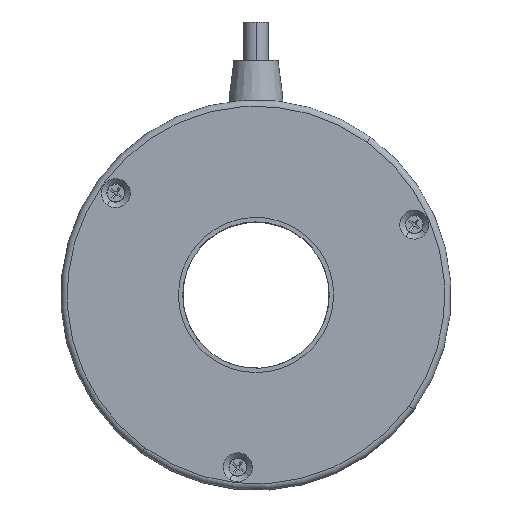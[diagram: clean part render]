
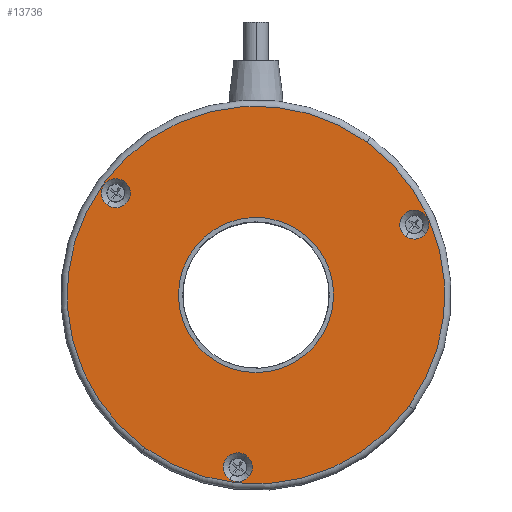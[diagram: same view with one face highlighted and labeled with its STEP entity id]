
A CAD part, top view. The second image highlights one B-rep face of the part: STEP entity #13736.
In plain terms, the highlighted planar face has unit normal (0, 0, 1).
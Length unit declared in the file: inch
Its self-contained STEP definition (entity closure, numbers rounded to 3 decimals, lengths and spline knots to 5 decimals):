
#216 = ORIENTED_EDGE ( 'NONE', *, *, #16366, .T. ) ;
#260 = FACE_BOUND ( 'NONE', #18627, .T. ) ;
#420 = CARTESIAN_POINT ( 'NONE',  ( -0.38095, -1.40066, 1.16075 ) ) ;
#514 = EDGE_LOOP ( 'NONE', ( #10280, #13948 ) ) ;
#684 = VERTEX_POINT ( 'NONE', #15703 ) ;
#686 = CARTESIAN_POINT ( 'NONE',  ( -1.06196, -1.14909, 1.16075 ) ) ;
#764 = ORIENTED_EDGE ( 'NONE', *, *, #21970, .T. ) ;
#1139 = AXIS2_PLACEMENT_3D ( 'NONE', #9956, #6279, #4375 ) ;
#1220 = AXIS2_PLACEMENT_3D ( 'NONE', #2479, #4135, #9730 ) ;
#1397 = CIRCLE ( 'NONE', #7876, 0.11693 ) ;
#1536 = DIRECTION ( 'NONE',  ( 0.588, 0.809, 0. ) ) ;
#1598 = AXIS2_PLACEMENT_3D ( 'NONE', #11439, #2413, #7888 ) ;
#1653 = DIRECTION ( 'NONE',  ( 0.809, -0.588, 0. ) ) ;
#1805 = EDGE_CURVE ( 'NONE', #21213, #6780, #1397, .T. ) ;
#2037 = CIRCLE ( 'NONE', #15347, 1.52408 ) ;
#2149 = FACE_BOUND ( 'NONE', #514, .T. ) ;
#2413 = DIRECTION ( 'NONE',  ( 0., 0., -1. ) ) ;
#2449 = DIRECTION ( 'NONE',  ( 0., 0., -1. ) ) ;
#2454 = AXIS2_PLACEMENT_3D ( 'NONE', #18753, #11234, #14813 ) ;
#2479 = CARTESIAN_POINT ( 'NONE',  ( -1.29684, 0.90543, 1.16075 ) ) ;
#2665 = DIRECTION ( 'NONE',  ( 0., 0., -1. ) ) ;
#2786 = DIRECTION ( 'NONE',  ( 0.809, -0.588, 0. ) ) ;
#2860 = CARTESIAN_POINT ( 'NONE',  ( -0.16613, 0.08391, 1.16075 ) ) ;
#3176 = ORIENTED_EDGE ( 'NONE', *, *, #13792, .T. ) ;
#3590 = EDGE_CURVE ( 'NONE', #6780, #20905, #17983, .T. ) ;
#3723 = EDGE_CURVE ( 'NONE', #4468, #16122, #11562, .T. ) ;
#4096 = DIRECTION ( 'NONE',  ( 0., 0., 1. ) ) ;
#4135 = DIRECTION ( 'NONE',  ( 0., 0., -1. ) ) ;
#4375 = DIRECTION ( 'NONE',  ( 0.809, -0.588, 0. ) ) ;
#4468 = VERTEX_POINT ( 'NONE', #17303 ) ;
#4967 = DIRECTION ( 'NONE',  ( 0.588, 0.809, 0. ) ) ;
#5291 = CIRCLE ( 'NONE', #6055, 0.11693 ) ;
#5300 = DIRECTION ( 'NONE',  ( 0.588, 0.809, 0. ) ) ;
#5322 = VERTEX_POINT ( 'NONE', #9797 ) ;
#5354 = VERTEX_POINT ( 'NONE', #13358 ) ;
#5518 = ORIENTED_EDGE ( 'NONE', *, *, #15087, .T. ) ;
#5674 = CIRCLE ( 'NONE', #1139, 0.11693 ) ;
#6052 = EDGE_CURVE ( 'NONE', #22249, #9972, #2037, .T. ) ;
#6055 = AXIS2_PLACEMENT_3D ( 'NONE', #14056, #2665, #2786 ) ;
#6279 = DIRECTION ( 'NONE',  ( 0., 0., -1. ) ) ;
#6630 = CARTESIAN_POINT ( 'NONE',  ( -0.16613, 0.08391, 1.16075 ) ) ;
#6744 = DIRECTION ( 'NONE',  ( 0., 0., -1. ) ) ;
#6750 = ORIENTED_EDGE ( 'NONE', *, *, #8486, .T. ) ;
#6780 = VERTEX_POINT ( 'NONE', #420 ) ;
#6782 = CARTESIAN_POINT ( 'NONE',  ( -0.24349, -1.21147, 1.16075 ) ) ;
#6956 = VERTEX_POINT ( 'NONE', #8261 ) ;
#7092 = CARTESIAN_POINT ( 'NONE',  ( -0.31222, -1.30607, 1.16075 ) ) ;
#7167 = CARTESIAN_POINT ( 'NONE',  ( -0.16613, 0.08391, 1.16075 ) ) ;
#7429 = ORIENTED_EDGE ( 'NONE', *, *, #9133, .T. ) ;
#7590 = CIRCLE ( 'NONE', #12512, 1.52408 ) ;
#7618 = DIRECTION ( 'NONE',  ( 0., 0., 1. ) ) ;
#7876 = AXIS2_PLACEMENT_3D ( 'NONE', #17842, #14262, #1536 ) ;
#7888 = DIRECTION ( 'NONE',  ( 0.809, -0.588, 0. ) ) ;
#8041 = AXIS2_PLACEMENT_3D ( 'NONE', #12317, #2449, #18754 ) ;
#8261 = CARTESIAN_POINT ( 'NONE',  ( -0.51325, -0.39385, 1.16075 ) ) ;
#8486 = EDGE_CURVE ( 'NONE', #5322, #10091, #21751, .T. ) ;
#8669 = EDGE_LOOP ( 'NONE', ( #3176, #21699, #216 ) ) ;
#8729 = EDGE_LOOP ( 'NONE', ( #5518, #17619, #6750 ) ) ;
#9133 = EDGE_CURVE ( 'NONE', #16122, #4468, #17180, .T. ) ;
#9185 = ORIENTED_EDGE ( 'NONE', *, *, #3723, .T. ) ;
#9280 = EDGE_CURVE ( 'NONE', #5354, #6956, #18705, .T. ) ;
#9399 = PLANE ( 'NONE',  #12599 ) ;
#9730 = DIRECTION ( 'NONE',  ( 0.588, 0.809, 0. ) ) ;
#9797 = CARTESIAN_POINT ( 'NONE',  ( 1.1794, 0.74698, 1.16075 ) ) ;
#9956 = CARTESIAN_POINT ( 'NONE',  ( 1.11068, 0.65238, 1.16075 ) ) ;
#9972 = VERTEX_POINT ( 'NONE', #19016 ) ;
#10091 = VERTEX_POINT ( 'NONE', #18759 ) ;
#10280 = ORIENTED_EDGE ( 'NONE', *, *, #9280, .T. ) ;
#10304 = DIRECTION ( 'NONE',  ( -0.588, -0.809, 0. ) ) ;
#10308 = CIRCLE ( 'NONE', #13343, 0.59055 ) ;
#11234 = DIRECTION ( 'NONE',  ( 0., 0., -1. ) ) ;
#11296 = CARTESIAN_POINT ( 'NONE',  ( -0.16613, 0.08391, 1.16075 ) ) ;
#11439 = CARTESIAN_POINT ( 'NONE',  ( 1.11068, 0.65238, 1.16075 ) ) ;
#11562 = CIRCLE ( 'NONE', #2454, 0.11693 ) ;
#12099 = ORIENTED_EDGE ( 'NONE', *, *, #3590, .T. ) ;
#12317 = CARTESIAN_POINT ( 'NONE',  ( -0.16613, 0.08391, 1.16075 ) ) ;
#12512 = AXIS2_PLACEMENT_3D ( 'NONE', #2860, #22856, #1653 ) ;
#12599 = AXIS2_PLACEMENT_3D ( 'NONE', #11296, #7618, #13204 ) ;
#12971 = EDGE_CURVE ( 'NONE', #6956, #5354, #10308, .T. ) ;
#12981 = DIRECTION ( 'NONE',  ( 0.809, -0.588, 0. ) ) ;
#13035 = ORIENTED_EDGE ( 'NONE', *, *, #1805, .T. ) ;
#13204 = DIRECTION ( 'NONE',  ( 0.588, 0.809, 0. ) ) ;
#13299 = CIRCLE ( 'NONE', #17112, 1.52408 ) ;
#13343 = AXIS2_PLACEMENT_3D ( 'NONE', #6630, #6744, #10304 ) ;
#13358 = CARTESIAN_POINT ( 'NONE',  ( 0.18099, 0.56168, 1.16075 ) ) ;
#13659 = EDGE_LOOP ( 'NONE', ( #9185, #7429 ) ) ;
#13736 = ADVANCED_FACE ( 'NONE', ( #18464, #22029, #16670, #260, #2149 ), #9399, .T. ) ;
#13792 = EDGE_CURVE ( 'NONE', #684, #22249, #7590, .T. ) ;
#13948 = ORIENTED_EDGE ( 'NONE', *, *, #12971, .T. ) ;
#13996 = DIRECTION ( 'NONE',  ( 0., 0., -1. ) ) ;
#14056 = CARTESIAN_POINT ( 'NONE',  ( 1.11068, 0.65238, 1.16075 ) ) ;
#14262 = DIRECTION ( 'NONE',  ( 0., 0., -1. ) ) ;
#14415 = DIRECTION ( 'NONE',  ( 0., 0., 1. ) ) ;
#14590 = VERTEX_POINT ( 'NONE', #19848 ) ;
#14813 = DIRECTION ( 'NONE',  ( 0.588, 0.809, 0. ) ) ;
#15087 = EDGE_CURVE ( 'NONE', #10091, #14590, #5291, .T. ) ;
#15283 = CARTESIAN_POINT ( 'NONE',  ( -0.16613, 0.08391, 1.16075 ) ) ;
#15347 = AXIS2_PLACEMENT_3D ( 'NONE', #15283, #4096, #17315 ) ;
#15638 = CARTESIAN_POINT ( 'NONE',  ( -1.36557, 0.81083, 1.16075 ) ) ;
#15688 = EDGE_CURVE ( 'NONE', #14590, #5322, #5674, .T. ) ;
#15703 = CARTESIAN_POINT ( 'NONE',  ( 0.7297, 1.31692, 1.16075 ) ) ;
#15777 = CARTESIAN_POINT ( 'NONE',  ( -0.21763, -1.3748, 1.16075 ) ) ;
#15790 = CIRCLE ( 'NONE', #19598, 0.11693 ) ;
#16122 = VERTEX_POINT ( 'NONE', #15638 ) ;
#16366 = EDGE_CURVE ( 'NONE', #9972, #684, #13299, .T. ) ;
#16670 = FACE_BOUND ( 'NONE', #8729, .T. ) ;
#17112 = AXIS2_PLACEMENT_3D ( 'NONE', #7167, #14415, #12981 ) ;
#17180 = CIRCLE ( 'NONE', #1220, 0.11693 ) ;
#17303 = CARTESIAN_POINT ( 'NONE',  ( -1.22811, 1.00002, 1.16075 ) ) ;
#17315 = DIRECTION ( 'NONE',  ( 0.809, -0.588, 0. ) ) ;
#17619 = ORIENTED_EDGE ( 'NONE', *, *, #15688, .T. ) ;
#17842 = CARTESIAN_POINT ( 'NONE',  ( -0.31222, -1.30607, 1.16075 ) ) ;
#17937 = AXIS2_PLACEMENT_3D ( 'NONE', #7092, #19708, #5300 ) ;
#17983 = CIRCLE ( 'NONE', #17937, 0.11693 ) ;
#18464 = FACE_OUTER_BOUND ( 'NONE', #8669, .T. ) ;
#18627 = EDGE_LOOP ( 'NONE', ( #13035, #12099, #764 ) ) ;
#18705 = CIRCLE ( 'NONE', #8041, 0.59055 ) ;
#18753 = CARTESIAN_POINT ( 'NONE',  ( -1.29684, 0.90543, 1.16075 ) ) ;
#18754 = DIRECTION ( 'NONE',  ( -0.588, -0.809, 0. ) ) ;
#18759 = CARTESIAN_POINT ( 'NONE',  ( 1.20527, 0.58366, 1.16075 ) ) ;
#19016 = CARTESIAN_POINT ( 'NONE',  ( 1.06688, -0.81192, 1.16075 ) ) ;
#19024 = CARTESIAN_POINT ( 'NONE',  ( -0.31222, -1.30607, 1.16075 ) ) ;
#19598 = AXIS2_PLACEMENT_3D ( 'NONE', #19024, #13996, #4967 ) ;
#19708 = DIRECTION ( 'NONE',  ( 0., 0., -1. ) ) ;
#19848 = CARTESIAN_POINT ( 'NONE',  ( 1.04195, 0.55779, 1.16075 ) ) ;
#20905 = VERTEX_POINT ( 'NONE', #6782 ) ;
#21213 = VERTEX_POINT ( 'NONE', #15777 ) ;
#21699 = ORIENTED_EDGE ( 'NONE', *, *, #6052, .T. ) ;
#21751 = CIRCLE ( 'NONE', #1598, 0.11693 ) ;
#21970 = EDGE_CURVE ( 'NONE', #20905, #21213, #15790, .T. ) ;
#22029 = FACE_BOUND ( 'NONE', #13659, .T. ) ;
#22249 = VERTEX_POINT ( 'NONE', #686 ) ;
#22856 = DIRECTION ( 'NONE',  ( 0., 0., 1. ) ) ;
